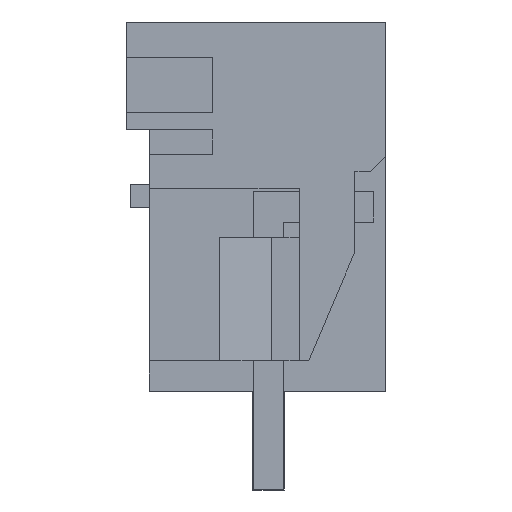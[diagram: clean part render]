
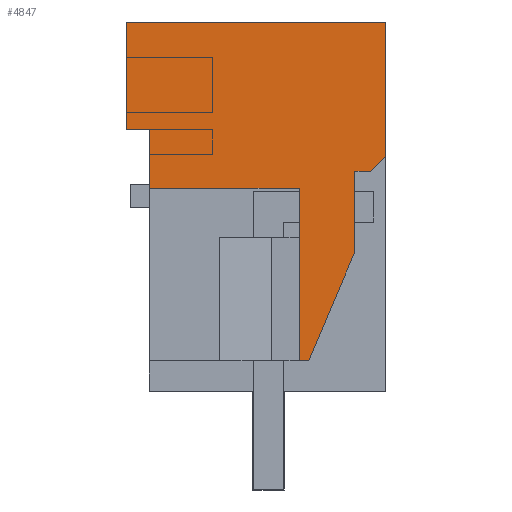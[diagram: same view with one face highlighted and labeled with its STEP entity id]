
A CAD part, left-side view. The second image highlights one B-rep face of the part: STEP entity #4847.
In plain terms, the highlighted planar face has unit normal (-1, 0, 0).
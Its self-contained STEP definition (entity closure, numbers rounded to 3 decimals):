
#4772=AXIS2_PLACEMENT_3D('Plane Axis2P3D',#4769,#4770,#4771) ;
#2561=CARTESIAN_POINT('Vertex',(0.,0.,15.2)) ;
#2564=CARTESIAN_POINT('Line Origine',(0.,0.,13.023)) ;
#2568=CARTESIAN_POINT('Vertex',(0.,0.,10.846)) ;
#3593=CARTESIAN_POINT('Vertex',(0.,7.68,9.8)) ;
#3596=CARTESIAN_POINT('Line Origine',(0.,7.68,10.75)) ;
#3600=CARTESIAN_POINT('Vertex',(0.,7.68,11.7)) ;
#4750=CARTESIAN_POINT('Line Origine',(0.,0.25,10.596)) ;
#4754=CARTESIAN_POINT('Vertex',(0.,0.5,10.346)) ;
#4769=CARTESIAN_POINT('Axis2P3D Location',(0.,-1.5,3.2)) ;
#4774=CARTESIAN_POINT('Line Origine',(0.,4.215,15.2)) ;
#4778=CARTESIAN_POINT('Vertex',(0.,8.43,15.2)) ;
#4781=CARTESIAN_POINT('Line Origine',(0.,8.43,13.45)) ;
#4785=CARTESIAN_POINT('Vertex',(0.,8.43,11.7)) ;
#4788=CARTESIAN_POINT('Line Origine',(0.,8.055,11.7)) ;
#4793=CARTESIAN_POINT('Line Origine',(0.,5.245,9.8)) ;
#4797=CARTESIAN_POINT('Vertex',(0.,2.81,9.8)) ;
#4800=CARTESIAN_POINT('Line Origine',(0.,2.81,7.)) ;
#4804=CARTESIAN_POINT('Vertex',(0.,2.81,4.2)) ;
#4807=CARTESIAN_POINT('Line Origine',(0.,2.655,4.2)) ;
#4811=CARTESIAN_POINT('Vertex',(0.,2.501,4.2)) ;
#4814=CARTESIAN_POINT('Line Origine',(0.,1.752,5.968)) ;
#4818=CARTESIAN_POINT('Vertex',(0.,1.003,7.735)) ;
#4821=CARTESIAN_POINT('Line Origine',(0.,1.003,9.041)) ;
#4825=CARTESIAN_POINT('Vertex',(0.,1.003,10.346)) ;
#4828=CARTESIAN_POINT('Line Origine',(0.,0.751,10.346)) ;
#2565=DIRECTION('Vector Direction',(0.,0.,1.)) ;
#3597=DIRECTION('Vector Direction',(0.,0.,-1.)) ;
#4751=DIRECTION('Vector Direction',(0.,-0.707,0.707)) ;
#4770=DIRECTION('Axis2P3D Direction',(-1.,0.,0.)) ;
#4771=DIRECTION('Axis2P3D XDirection',(0.,0.,1.)) ;
#4775=DIRECTION('Vector Direction',(0.,1.,0.)) ;
#4782=DIRECTION('Vector Direction',(0.,0.,-1.)) ;
#4789=DIRECTION('Vector Direction',(0.,-1.,0.)) ;
#4794=DIRECTION('Vector Direction',(0.,-1.,0.)) ;
#4801=DIRECTION('Vector Direction',(0.,0.,-1.)) ;
#4808=DIRECTION('Vector Direction',(0.,1.,0.)) ;
#4815=DIRECTION('Vector Direction',(0.,0.39,-0.921)) ;
#4822=DIRECTION('Vector Direction',(0.,0.,-1.)) ;
#4829=DIRECTION('Vector Direction',(0.,-1.,0.)) ;
#2566=VECTOR('Line Direction',#2565,1.) ;
#3598=VECTOR('Line Direction',#3597,1.) ;
#4752=VECTOR('Line Direction',#4751,1.) ;
#4776=VECTOR('Line Direction',#4775,1.) ;
#4783=VECTOR('Line Direction',#4782,1.) ;
#4790=VECTOR('Line Direction',#4789,1.) ;
#4795=VECTOR('Line Direction',#4794,1.) ;
#4802=VECTOR('Line Direction',#4801,1.) ;
#4809=VECTOR('Line Direction',#4808,1.) ;
#4816=VECTOR('Line Direction',#4815,1.) ;
#4823=VECTOR('Line Direction',#4822,1.) ;
#4830=VECTOR('Line Direction',#4829,1.) ;
#4834=ORIENTED_EDGE('',*,*,#2570,.T.) ;
#4835=ORIENTED_EDGE('',*,*,#4780,.T.) ;
#4836=ORIENTED_EDGE('',*,*,#4787,.T.) ;
#4837=ORIENTED_EDGE('',*,*,#4792,.T.) ;
#4838=ORIENTED_EDGE('',*,*,#3602,.T.) ;
#4839=ORIENTED_EDGE('',*,*,#4799,.T.) ;
#4840=ORIENTED_EDGE('',*,*,#4806,.T.) ;
#4841=ORIENTED_EDGE('',*,*,#4813,.F.) ;
#4842=ORIENTED_EDGE('',*,*,#4820,.F.) ;
#4843=ORIENTED_EDGE('',*,*,#4827,.F.) ;
#4844=ORIENTED_EDGE('',*,*,#4832,.F.) ;
#4845=ORIENTED_EDGE('',*,*,#4756,.F.) ;
#4847=ADVANCED_FACE('HOUSING',(#4846),#4773,.T.) ;
#2570=EDGE_CURVE('',#2569,#2562,#2567,.T.) ;
#3602=EDGE_CURVE('',#3601,#3594,#3599,.T.) ;
#4756=EDGE_CURVE('',#2569,#4755,#4753,.F.) ;
#4780=EDGE_CURVE('',#2562,#4779,#4777,.T.) ;
#4787=EDGE_CURVE('',#4779,#4786,#4784,.T.) ;
#4792=EDGE_CURVE('',#4786,#3601,#4791,.T.) ;
#4799=EDGE_CURVE('',#3594,#4798,#4796,.T.) ;
#4806=EDGE_CURVE('',#4798,#4805,#4803,.T.) ;
#4813=EDGE_CURVE('',#4812,#4805,#4810,.T.) ;
#4820=EDGE_CURVE('',#4819,#4812,#4817,.T.) ;
#4827=EDGE_CURVE('',#4826,#4819,#4824,.T.) ;
#4832=EDGE_CURVE('',#4755,#4826,#4831,.F.) ;
#4833=EDGE_LOOP('',(#4834,#4835,#4836,#4837,#4838,#4839,#4840,#4841,#4842,#4843,#4844,#4845)) ;
#4846=FACE_OUTER_BOUND('',#4833,.T.) ;
#2567=LINE('Line',#2564,#2566) ;
#3599=LINE('Line',#3596,#3598) ;
#4753=LINE('Line',#4750,#4752) ;
#4777=LINE('Line',#4774,#4776) ;
#4784=LINE('Line',#4781,#4783) ;
#4791=LINE('Line',#4788,#4790) ;
#4796=LINE('Line',#4793,#4795) ;
#4803=LINE('Line',#4800,#4802) ;
#4810=LINE('Line',#4807,#4809) ;
#4817=LINE('Line',#4814,#4816) ;
#4824=LINE('Line',#4821,#4823) ;
#4831=LINE('Line',#4828,#4830) ;
#4773=PLANE('',#4772) ;
#2562=VERTEX_POINT('',#2561) ;
#2569=VERTEX_POINT('',#2568) ;
#3594=VERTEX_POINT('',#3593) ;
#3601=VERTEX_POINT('',#3600) ;
#4755=VERTEX_POINT('',#4754) ;
#4779=VERTEX_POINT('',#4778) ;
#4786=VERTEX_POINT('',#4785) ;
#4798=VERTEX_POINT('',#4797) ;
#4805=VERTEX_POINT('',#4804) ;
#4812=VERTEX_POINT('',#4811) ;
#4819=VERTEX_POINT('',#4818) ;
#4826=VERTEX_POINT('',#4825) ;
